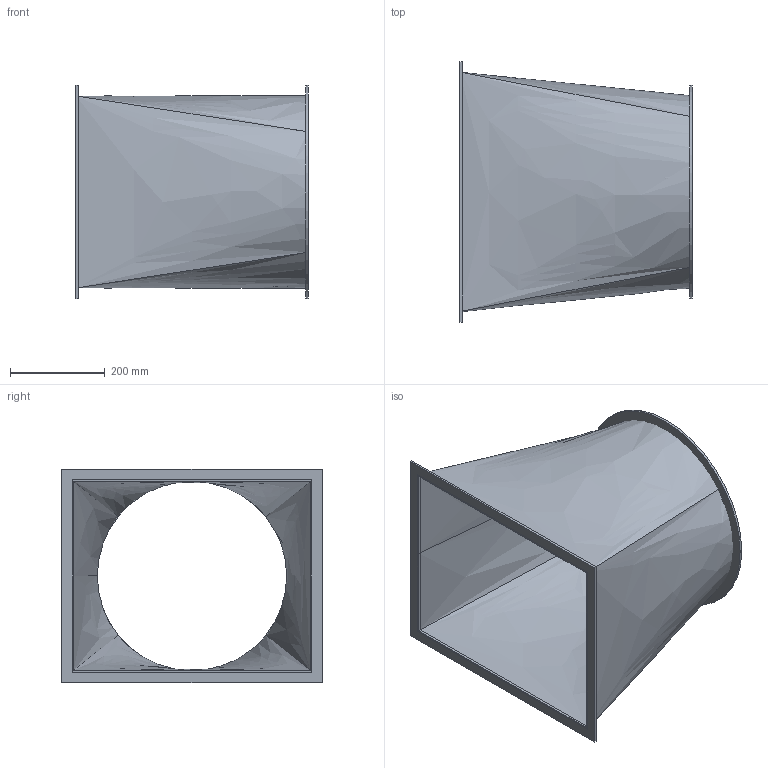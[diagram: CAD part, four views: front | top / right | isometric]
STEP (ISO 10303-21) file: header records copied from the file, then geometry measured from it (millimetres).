
FILE_DESCRIPTION(('FreeCAD Model'),'2;1');
FILE_NAME('Open CASCADE Shape Model','2024-08-10T18:45:21',(''),(''), 'Open CASCADE STEP processor 7.6','FreeCAD','Unknown');
FILE_SCHEMA(('AUTOMOTIVE_DESIGN { 1 0 10303 214 1 1 1 1 }'));
Length unit declared in the file: millimetre
Products named in the file (4): Duct_linear_rectangular_circular_complete_R02; Duct_001; Flange_01_; Flange_02_
Assembly tree (3 placements, depth 2):
  Duct_linear_rectangular_circular_complete_R02
    Duct_001
    Flange_01_
    Flange_02_
Bounding box: 490 x 550 x 450 mm (x, y, z)
Volume: 2667654.1 mm3; surface area: 1696019 mm2
Topology: 3 solids, 3 shells, 26 faces, 60 edges, 40 vertices
Faces by surface type: plane 14, bspline 10, cylinder 2
Full cylindrical faces by diameter (mm): 400 x1, 450 x1
Entity records: 1122 total; most frequent: CARTESIAN_POINT 510, ORIENTED_EDGE 120, DIRECTION 74, EDGE_CURVE 60, VERTEX_POINT 40, FACE_BOUND 32, EDGE_LOOP 32, B_SPLINE_CURVE_WITH_KNOTS 30
